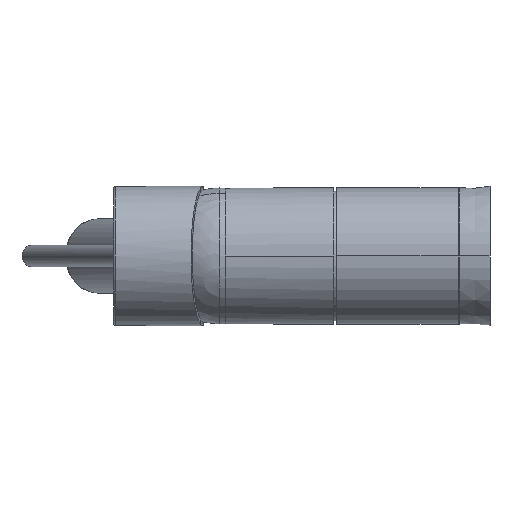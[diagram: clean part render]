
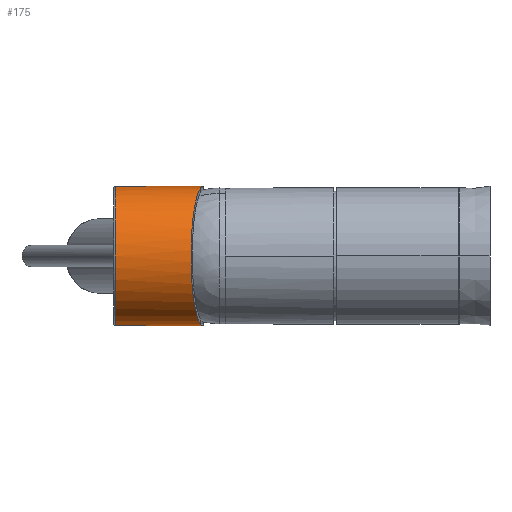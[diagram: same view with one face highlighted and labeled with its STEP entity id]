
A CAD part, left-side view. The second image highlights one B-rep face of the part: STEP entity #175.
In plain terms, the highlighted cylindrical face has radius 22.567 mm (diameter 45.135 mm), a partial arc.
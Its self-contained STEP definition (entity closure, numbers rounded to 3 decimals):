
#175=ADVANCED_FACE('NONE',(#260),#261,.T.);
#260=FACE_OUTER_BOUND('',#491,.T.);
#261=CYLINDRICAL_SURFACE('',#492,22.568);
#491=EDGE_LOOP('',(#792,#793,#794,#795,#796,#797));
#492=AXIS2_PLACEMENT_3D('',#798,#799,#800);
#792=ORIENTED_EDGE('',*,*,#1140,.F.);
#793=ORIENTED_EDGE('',*,*,#1153,.T.);
#794=ORIENTED_EDGE('',*,*,#1144,.T.);
#795=ORIENTED_EDGE('',*,*,#1154,.T.);
#796=ORIENTED_EDGE('',*,*,#1155,.T.);
#797=ORIENTED_EDGE('',*,*,#1151,.T.);
#798=CARTESIAN_POINT('',(-0.005,121.104,0.));
#799=DIRECTION('',(0.0,1.0,0.0));
#800=DIRECTION('',(0.0,0.0,-1.0));
#1140=EDGE_CURVE('NONE',#1275,#1304,#1305,.T.);
#1144=EDGE_CURVE('NONE',#1274,#1310,#1312,.T.);
#1151=EDGE_CURVE('NONE',#1323,#1304,#1324,.T.);
#1153=EDGE_CURVE('NONE',#1275,#1274,#1326,.T.);
#1154=EDGE_CURVE('NONE',#1310,#1327,#1328,.T.);
#1155=EDGE_CURVE('NONE',#1327,#1323,#1329,.T.);
#1274=VERTEX_POINT('NONE',#1561);
#1275=VERTEX_POINT('NONE',#1562);
#1304=VERTEX_POINT('NONE',#1687);
#1305=LINE('',#1688,#1689);
#1310=VERTEX_POINT('NONE',#1699);
#1312=LINE('',#1704,#1705);
#1323=VERTEX_POINT('NONE',#1794);
#1324=B_SPLINE_CURVE_WITH_KNOTS('',3,(#1795,#1796,#1797,#1798),.UNSPECIFIED.,.F.,.F.,(4,4),(0.,0.004),.UNSPECIFIED.);
#1326=CIRCLE('',#1801,22.568);
#1327=VERTEX_POINT('NONE',#1802);
#1328=B_SPLINE_CURVE_WITH_KNOTS('',3,(#1803,#1804,#1805,#1806,#1807,#1808),.UNSPECIFIED.,.F.,.F.,(4,2,4),(0.004,0.007,0.009),.UNSPECIFIED.);
#1329=(B_SPLINE_CURVE(3,(#1810,#1811,#1812,#1813),.UNSPECIFIED.,.F.,.F.)B_SPLINE_CURVE_WITH_KNOTS((4,4),(1.764,4.519),.UNSPECIFIED.)RATIONAL_B_SPLINE_CURVE((1.0,0.462,0.462,1.0))BOUNDED_CURVE()REPRESENTATION_ITEM('')GEOMETRIC_REPRESENTATION_ITEM()CURVE());
#1561=CARTESIAN_POINT('',(-0.005,120.562,-22.568));
#1562=CARTESIAN_POINT('',(-0.005,120.562,22.567));
#1687=CARTESIAN_POINT('',(-0.005,92.208,22.567));
#1688=CARTESIAN_POINT('',(-0.005,121.104,22.567));
#1689=VECTOR('',#2259,1000.0);
#1699=CARTESIAN_POINT('',(-0.005,92.208,-22.568));
#1704=CARTESIAN_POINT('',(-0.005,121.104,-22.568));
#1705=VECTOR('',#2263,1000.0);
#1794=CARTESIAN_POINT('',(-4.346,92.779,22.146));
#1795=CARTESIAN_POINT('',(-4.346,92.779,22.146));
#1796=CARTESIAN_POINT('',(-2.911,92.526,22.427));
#1797=CARTESIAN_POINT('',(-1.464,92.335,22.567));
#1798=CARTESIAN_POINT('',(-0.005,92.208,22.567));
#1801=AXIS2_PLACEMENT_3D('',#2268,#2269,#2270);
#1802=CARTESIAN_POINT('',(-4.346,92.779,-22.146));
#1803=CARTESIAN_POINT('',(-0.005,92.208,-22.568));
#1804=CARTESIAN_POINT('',(-0.731,92.271,-22.568));
#1805=CARTESIAN_POINT('',(-1.457,92.35,-22.533));
#1806=CARTESIAN_POINT('',(-2.909,92.542,-22.392));
#1807=CARTESIAN_POINT('',(-3.633,92.653,-22.286));
#1808=CARTESIAN_POINT('',(-4.346,92.779,-22.146));
#1810=CARTESIAN_POINT('',(-4.346,92.779,-22.146));
#1811=CARTESIAN_POINT('',(-35.736,98.314,-15.993));
#1812=CARTESIAN_POINT('',(-35.736,98.314,15.993));
#1813=CARTESIAN_POINT('',(-4.346,92.779,22.146));
#2259=DIRECTION('',(-0.0,-1.0,-0.0));
#2263=DIRECTION('',(-0.0,-1.0,-0.0));
#2268=CARTESIAN_POINT('',(-0.005,120.562,0.));
#2269=DIRECTION('',(0.0,-1.0,0.0));
#2270=DIRECTION('',(0.0,0.0,1.0));
